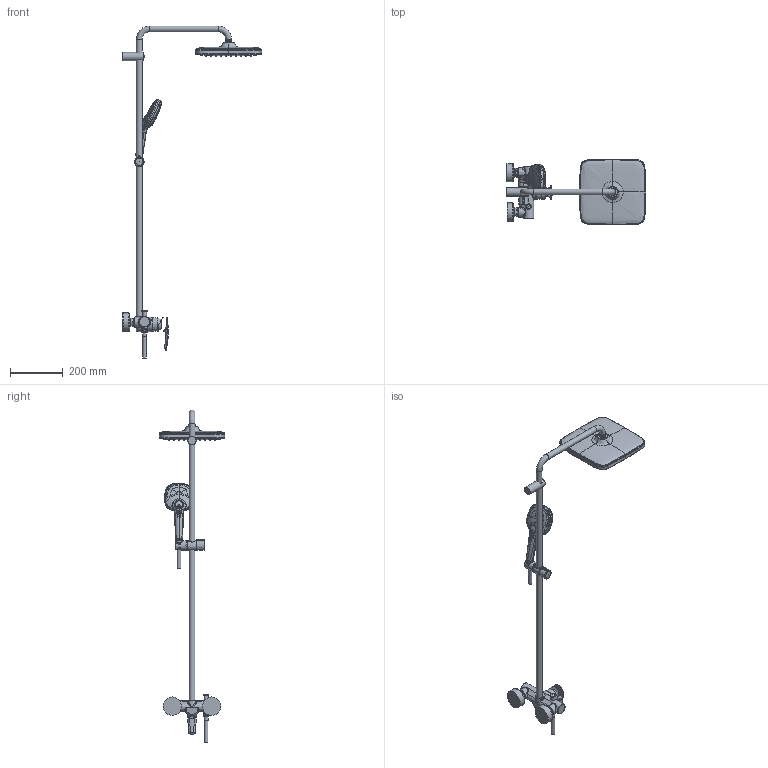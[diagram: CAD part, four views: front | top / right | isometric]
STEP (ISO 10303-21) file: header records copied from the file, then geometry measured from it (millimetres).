
FILE_DESCRIPTION(/* description */ ('Unknown'),/* implementation_level */ '2;1');
FILE_NAME(/* name */ '26691001_6',/* time_stamp */ '2023-04-22T12:50:56+02:00',/* author */ ('Unknown'),/* organization */ ('GROHE AG'),/* preprocessor_version */ 'ST-DEVELOPER v16.7',/* originating_system */ 'DEX',/* authorisation */ $);
FILE_SCHEMA (('AUTOMOTIVE_DESIGN {1 0 10303 214 3 1 1}'));
Length unit declared in the file: millimetre
Products named in the file (1): 26691001_62
Bounding box: 529 x 250.02 x 1263.16 mm (x, y, z)
Volume: 257509.6 mm3; surface area: 490704.8 mm2
Topology: 3 solids, 447 shells, 1883 faces, 6303 edges, 4826 vertices
Faces by surface type: bspline 828, cylinder 447, plane 355, torus 135, cone 94, sphere 24
Full cylindrical faces by diameter (mm): 2.187 x67, 2.8 x72, 3.7 x12, 3.797 x136, 4.1 x7, 4.65 x5, 13.8 x2, 14.7 x2, 15.196 x1, 16.2 x1, 18.3 x1, 19.9 x1, 20.955 x3, 22 x3, 22.6 x1, 22.9 x1, 23 x1, 26.44 x1, 31.3 x1, 33.4 x2, 36 x2, 40 x1, 54 x1, 55 x1, 70 x2
Entity records: 121374 total; most frequent: CARTESIAN_POINT 74203, ORIENTED_EDGE 7216, EDGE_CURVE 5116, DIRECTION 4781, VERTEX_POINT 4315, B_SPLINE_CURVE_WITH_KNOTS 3641, EDGE_LOOP 3206, FACE_BOUND 3206
